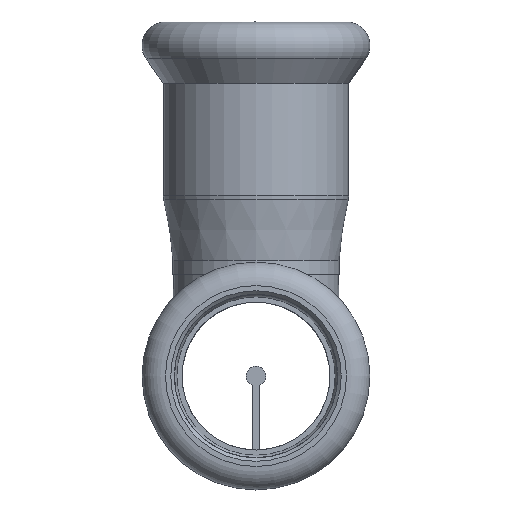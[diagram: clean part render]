
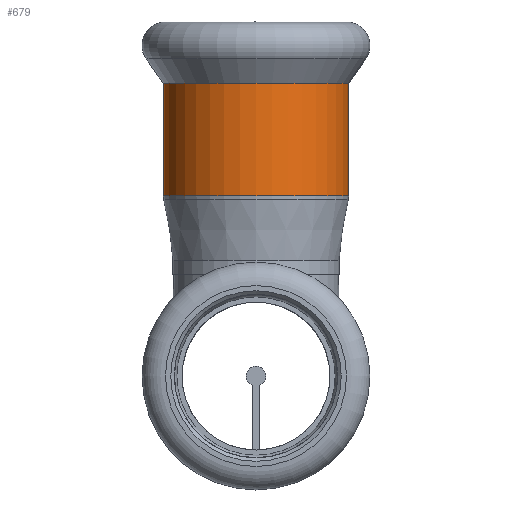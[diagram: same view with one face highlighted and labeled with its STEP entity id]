
A CAD part, left-side view. The second image highlights one B-rep face of the part: STEP entity #679.
In plain terms, the highlighted cylindrical face has radius 10.65 mm (diameter 21.3 mm), a full revolution.
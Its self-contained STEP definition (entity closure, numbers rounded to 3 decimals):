
#153=FACE_BOUND($,#297,.T.);
#203=FACE_OUTER_BOUND($,#296,.T.);
#296=EDGE_LOOP($,(#612));
#297=EDGE_LOOP($,(#613));
#336=CIRCLE($,#763,10.65);
#347=CIRCLE($,#787,10.65);
#395=VERTEX_POINT($,#1300);
#406=VERTEX_POINT($,#1335);
#464=EDGE_CURVE($,#395,#395,#336,.T.);
#475=EDGE_CURVE($,#406,#406,#347,.T.);
#612=ORIENTED_EDGE($,*,*,#464,.F.);
#613=ORIENTED_EDGE($,*,*,#475,.T.);
#628=CYLINDRICAL_SURFACE($,#788,10.65);
#679=ADVANCED_FACE($,(#203,#153),#628,.T.);
#763=AXIS2_PLACEMENT_3D($,#1301,#962,#963);
#787=AXIS2_PLACEMENT_3D($,#1336,#1010,#1011);
#788=AXIS2_PLACEMENT_3D($,#1337,#1012,#1013);
#962=DIRECTION('center_axis',(-1.,0.,0.));
#963=DIRECTION('ref_axis',(0.,0.,1.));
#1010=DIRECTION('center_axis',(-1.,0.,0.));
#1011=DIRECTION('ref_axis',(0.,0.,1.));
#1012=DIRECTION('center_axis',(-1.,0.,0.));
#1013=DIRECTION('ref_axis',(0.,0.,1.));
#1300=CARTESIAN_POINT('',(7.05,0.,10.65));
#1301=CARTESIAN_POINT('Origin',(7.05,0.,0.));
#1335=CARTESIAN_POINT('',(20.,0.,10.65));
#1336=CARTESIAN_POINT('Origin',(20.,0.,0.));
#1337=CARTESIAN_POINT('Origin',(13.525,0.,0.));
